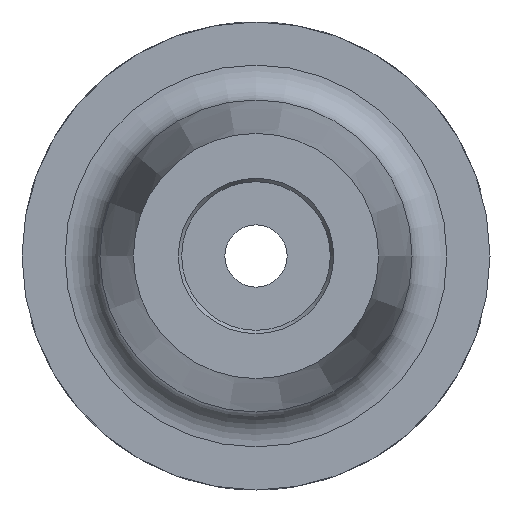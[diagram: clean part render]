
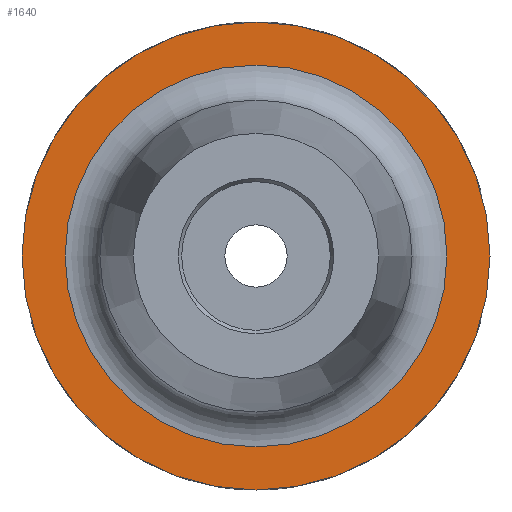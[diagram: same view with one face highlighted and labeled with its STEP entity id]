
A CAD part, left-side view. The second image highlights one B-rep face of the part: STEP entity #1640.
In plain terms, the highlighted planar face has unit normal (-1, 0, 0).
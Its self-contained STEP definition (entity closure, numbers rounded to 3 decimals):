
#142=FACE_BOUND('',#371,.T.);
#180=PLANE('',#1846);
#270=FACE_OUTER_BOUND('',#370,.T.);
#370=EDGE_LOOP('',(#1462,#1463));
#371=EDGE_LOOP('',(#1464,#1465));
#605=CIRCLE('',#1844,25.7);
#606=CIRCLE('',#1845,25.7);
#607=CIRCLE('',#1847,31.5);
#608=CIRCLE('',#1848,31.5);
#777=VERTEX_POINT('',#4036);
#778=VERTEX_POINT('',#4038);
#779=VERTEX_POINT('',#4042);
#780=VERTEX_POINT('',#4043);
#1025=EDGE_CURVE('',#778,#777,#605,.T.);
#1026=EDGE_CURVE('',#777,#778,#606,.T.);
#1027=EDGE_CURVE('',#779,#780,#607,.T.);
#1028=EDGE_CURVE('',#780,#779,#608,.T.);
#1462=ORIENTED_EDGE('',*,*,#1027,.F.);
#1463=ORIENTED_EDGE('',*,*,#1028,.F.);
#1464=ORIENTED_EDGE('',*,*,#1025,.T.);
#1465=ORIENTED_EDGE('',*,*,#1026,.T.);
#1640=ADVANCED_FACE('',(#270,#142),#180,.T.);
#1844=AXIS2_PLACEMENT_3D('',#4039,#2278,#2279);
#1845=AXIS2_PLACEMENT_3D('',#4040,#2280,#2281);
#1846=AXIS2_PLACEMENT_3D('',#4041,#2282,#2283);
#1847=AXIS2_PLACEMENT_3D('',#4044,#2284,#2285);
#1848=AXIS2_PLACEMENT_3D('',#4045,#2286,#2287);
#2278=DIRECTION('center_axis',(1.,0.,0.));
#2279=DIRECTION('ref_axis',(0.,1.,0.));
#2280=DIRECTION('center_axis',(1.,0.,0.));
#2281=DIRECTION('ref_axis',(0.,1.,0.));
#2282=DIRECTION('center_axis',(-1.,0.,0.));
#2283=DIRECTION('ref_axis',(0.,0.,1.));
#2284=DIRECTION('center_axis',(1.,0.,0.));
#2285=DIRECTION('ref_axis',(0.,1.,0.));
#2286=DIRECTION('center_axis',(1.,0.,0.));
#2287=DIRECTION('ref_axis',(0.,1.,0.));
#4036=CARTESIAN_POINT('',(-22.,0.,25.7));
#4038=CARTESIAN_POINT('',(-22.,25.7,0.));
#4039=CARTESIAN_POINT('Origin',(-22.,0.,0.));
#4040=CARTESIAN_POINT('Origin',(-22.,0.,0.));
#4041=CARTESIAN_POINT('Origin',(-22.,28.6,0.));
#4042=CARTESIAN_POINT('',(-22.,31.5,0.));
#4043=CARTESIAN_POINT('',(-22.,-31.5,0.));
#4044=CARTESIAN_POINT('Origin',(-22.,0.,0.));
#4045=CARTESIAN_POINT('Origin',(-22.,0.,0.));
